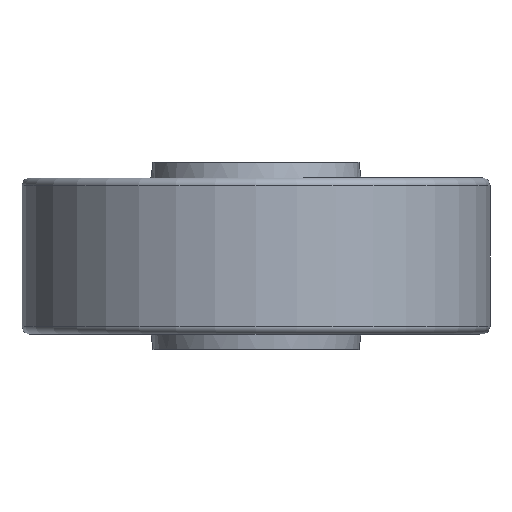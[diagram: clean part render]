
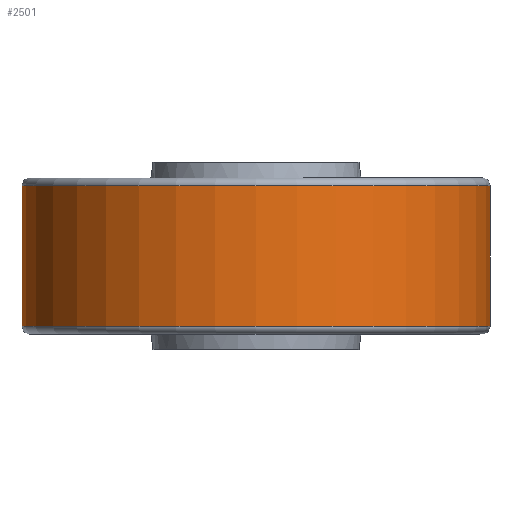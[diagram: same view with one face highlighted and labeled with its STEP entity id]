
A CAD part, front view. The second image highlights one B-rep face of the part: STEP entity #2501.
In plain terms, the highlighted cylindrical face has radius 75 mm (diameter 150 mm), a partial arc.
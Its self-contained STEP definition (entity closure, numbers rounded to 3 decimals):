
#12 = CARTESIAN_POINT ( 'NONE',  ( -75., 0., 0. ) ) ;
#47 = AXIS2_PLACEMENT_3D ( 'NONE', #3270, #2433, #2723 ) ;
#65 = CARTESIAN_POINT ( 'NONE',  ( 0., 0., 22.5 ) ) ;
#263 = ORIENTED_EDGE ( 'NONE', *, *, #1569, .T. ) ;
#377 = VERTEX_POINT ( 'NONE', #2977 ) ;
#384 = CARTESIAN_POINT ( 'NONE',  ( -75., 0., -22.5 ) ) ;
#432 = CYLINDRICAL_SURFACE ( 'NONE', #47, 75. ) ;
#474 = CARTESIAN_POINT ( 'NONE',  ( -75., 0., 22.5 ) ) ;
#541 = DIRECTION ( 'NONE',  ( 0., 0., 1. ) ) ;
#854 = EDGE_CURVE ( 'NONE', #377, #2491, #1512, .T. ) ;
#958 = DIRECTION ( 'NONE',  ( 1., 0., 0. ) ) ;
#1021 = AXIS2_PLACEMENT_3D ( 'NONE', #2988, #541, #3014 ) ;
#1029 = EDGE_LOOP ( 'NONE', ( #1564, #2886, #263, #2919 ) ) ;
#1328 = EDGE_CURVE ( 'NONE', #377, #2006, #2826, .T. ) ;
#1512 = LINE ( 'NONE', #2339, #3148 ) ;
#1564 = ORIENTED_EDGE ( 'NONE', *, *, #854, .F. ) ;
#1569 = EDGE_CURVE ( 'NONE', #2006, #2166, #2477, .T. ) ;
#1802 = CARTESIAN_POINT ( 'NONE',  ( 75., 0., -22.5 ) ) ;
#2006 = VERTEX_POINT ( 'NONE', #474 ) ;
#2166 = VERTEX_POINT ( 'NONE', #384 ) ;
#2339 = CARTESIAN_POINT ( 'NONE',  ( 75., 0., 0. ) ) ;
#2433 = DIRECTION ( 'NONE',  ( 0., 0., -1. ) ) ;
#2477 = LINE ( 'NONE', #12, #3045 ) ;
#2491 = VERTEX_POINT ( 'NONE', #1802 ) ;
#2501 = ADVANCED_FACE ( 'NONE', ( #3151 ), #432, .T. ) ;
#2669 = CIRCLE ( 'NONE', #1021, 75. ) ;
#2723 = DIRECTION ( 'NONE',  ( -1., 0., 0. ) ) ;
#2826 = CIRCLE ( 'NONE', #3383, 75. ) ;
#2886 = ORIENTED_EDGE ( 'NONE', *, *, #1328, .T. ) ;
#2919 = ORIENTED_EDGE ( 'NONE', *, *, #3058, .T. ) ;
#2977 = CARTESIAN_POINT ( 'NONE',  ( 75., 0., 22.5 ) ) ;
#2988 = CARTESIAN_POINT ( 'NONE',  ( 0., 0., -22.5 ) ) ;
#3014 = DIRECTION ( 'NONE',  ( -1., 0., 0. ) ) ;
#3045 = VECTOR ( 'NONE', #3284, 1000. ) ;
#3058 = EDGE_CURVE ( 'NONE', #2166, #2491, #2669, .T. ) ;
#3075 = DIRECTION ( 'NONE',  ( 0., 0., -1. ) ) ;
#3148 = VECTOR ( 'NONE', #3413, 1000. ) ;
#3151 = FACE_OUTER_BOUND ( 'NONE', #1029, .T. ) ;
#3270 = CARTESIAN_POINT ( 'NONE',  ( 0., 0., 0. ) ) ;
#3284 = DIRECTION ( 'NONE',  ( 0., 0., -1. ) ) ;
#3383 = AXIS2_PLACEMENT_3D ( 'NONE', #65, #3075, #958 ) ;
#3413 = DIRECTION ( 'NONE',  ( 0., 0., -1. ) ) ;
